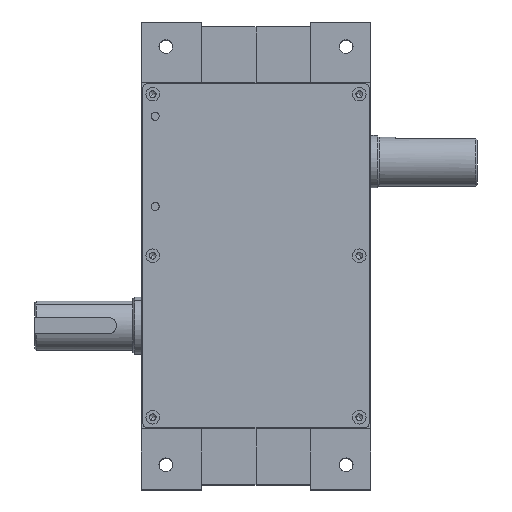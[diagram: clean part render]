
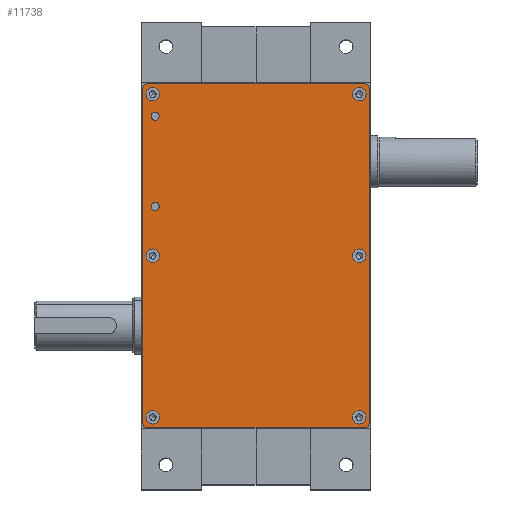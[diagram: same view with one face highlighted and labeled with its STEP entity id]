
A CAD part, top view. The second image highlights one B-rep face of the part: STEP entity #11738.
In plain terms, the highlighted planar face has unit normal (0, 0, 1).
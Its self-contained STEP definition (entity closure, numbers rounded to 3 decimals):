
#11503=CARTESIAN_POINT('Vertex',(-63.658,-26.321,94.)) ;
#11517=CARTESIAN_POINT('Vertex',(-59.342,-28.679,94.)) ;
#11520=CARTESIAN_POINT('Axis2P3D Location',(-61.5,-27.5,94.)) ;
#11532=CARTESIAN_POINT('Axis2P3D Location',(0.,0.,94.)) ;
#11537=CARTESIAN_POINT('Line Origine',(0.,47.5,94.)) ;
#11541=CARTESIAN_POINT('Vertex',(66.,47.5,94.)) ;
#11543=CARTESIAN_POINT('Vertex',(-66.,47.5,94.)) ;
#11546=CARTESIAN_POINT('Axis2P3D Location',(-66.,44.5,94.)) ;
#11550=CARTESIAN_POINT('Vertex',(-69.,44.5,94.)) ;
#11553=CARTESIAN_POINT('Line Origine',(-69.,-57.5,94.)) ;
#11557=CARTESIAN_POINT('Vertex',(-69.,-159.5,94.)) ;
#11560=CARTESIAN_POINT('Axis2P3D Location',(-66.,-159.5,94.)) ;
#11564=CARTESIAN_POINT('Vertex',(-66.,-162.5,94.)) ;
#11567=CARTESIAN_POINT('Line Origine',(0.,-162.5,94.)) ;
#11571=CARTESIAN_POINT('Vertex',(66.,-162.5,94.)) ;
#11574=CARTESIAN_POINT('Axis2P3D Location',(66.,-159.5,94.)) ;
#11578=CARTESIAN_POINT('Vertex',(69.,-159.5,94.)) ;
#11581=CARTESIAN_POINT('Line Origine',(69.,-57.5,94.)) ;
#11585=CARTESIAN_POINT('Vertex',(69.,44.5,94.)) ;
#11588=CARTESIAN_POINT('Axis2P3D Location',(66.,44.5,94.)) ;
#11603=CARTESIAN_POINT('Axis2P3D Location',(-61.5,-27.5,94.)) ;
#11612=CARTESIAN_POINT('Axis2P3D Location',(-61.5,27.5,94.)) ;
#11616=CARTESIAN_POINT('Vertex',(-63.658,28.679,94.)) ;
#11618=CARTESIAN_POINT('Vertex',(-59.342,26.321,94.)) ;
#11621=CARTESIAN_POINT('Axis2P3D Location',(-61.5,27.5,94.)) ;
#11630=CARTESIAN_POINT('Axis2P3D Location',(-63.,-57.5,94.)) ;
#11634=CARTESIAN_POINT('Vertex',(-67.119,-57.5,94.)) ;
#11636=CARTESIAN_POINT('Vertex',(-58.881,-57.5,94.)) ;
#11639=CARTESIAN_POINT('Axis2P3D Location',(-63.,-57.5,94.)) ;
#11648=CARTESIAN_POINT('Axis2P3D Location',(-63.,41.,94.)) ;
#11652=CARTESIAN_POINT('Vertex',(-67.119,41.,94.)) ;
#11654=CARTESIAN_POINT('Vertex',(-58.881,41.,94.)) ;
#11657=CARTESIAN_POINT('Axis2P3D Location',(-63.,41.,94.)) ;
#11666=CARTESIAN_POINT('Axis2P3D Location',(63.,41.,94.)) ;
#11670=CARTESIAN_POINT('Vertex',(58.881,41.,94.)) ;
#11672=CARTESIAN_POINT('Vertex',(67.119,41.,94.)) ;
#11675=CARTESIAN_POINT('Axis2P3D Location',(63.,41.,94.)) ;
#11684=CARTESIAN_POINT('Axis2P3D Location',(63.,-57.5,94.)) ;
#11688=CARTESIAN_POINT('Vertex',(58.881,-57.5,94.)) ;
#11690=CARTESIAN_POINT('Vertex',(67.119,-57.5,94.)) ;
#11693=CARTESIAN_POINT('Axis2P3D Location',(63.,-57.5,94.)) ;
#11702=CARTESIAN_POINT('Axis2P3D Location',(-63.,-156.,94.)) ;
#11706=CARTESIAN_POINT('Vertex',(-67.119,-156.,94.)) ;
#11708=CARTESIAN_POINT('Vertex',(-58.881,-156.,94.)) ;
#11711=CARTESIAN_POINT('Axis2P3D Location',(-63.,-156.,94.)) ;
#11720=CARTESIAN_POINT('Axis2P3D Location',(63.,-156.,94.)) ;
#11724=CARTESIAN_POINT('Vertex',(58.881,-156.,94.)) ;
#11726=CARTESIAN_POINT('Vertex',(67.119,-156.,94.)) ;
#11729=CARTESIAN_POINT('Axis2P3D Location',(63.,-156.,94.)) ;
#11521=DIRECTION('Axis2P3D Direction',(0.,-0.,-1.)) ;
#11533=DIRECTION('Axis2P3D Direction',(0.,0.,1.)) ;
#11534=DIRECTION('Axis2P3D XDirection',(1.,0.,0.)) ;
#11538=DIRECTION('Vector Direction',(-1.,0.,0.)) ;
#11547=DIRECTION('Axis2P3D Direction',(0.,0.,1.)) ;
#11554=DIRECTION('Vector Direction',(0.,1.,0.)) ;
#11561=DIRECTION('Axis2P3D Direction',(0.,0.,1.)) ;
#11568=DIRECTION('Vector Direction',(1.,0.,0.)) ;
#11575=DIRECTION('Axis2P3D Direction',(0.,0.,1.)) ;
#11582=DIRECTION('Vector Direction',(0.,-1.,0.)) ;
#11589=DIRECTION('Axis2P3D Direction',(0.,0.,1.)) ;
#11604=DIRECTION('Axis2P3D Direction',(0.,0.,1.)) ;
#11613=DIRECTION('Axis2P3D Direction',(0.,0.,1.)) ;
#11622=DIRECTION('Axis2P3D Direction',(0.,0.,1.)) ;
#11631=DIRECTION('Axis2P3D Direction',(0.,0.,1.)) ;
#11640=DIRECTION('Axis2P3D Direction',(0.,0.,1.)) ;
#11649=DIRECTION('Axis2P3D Direction',(0.,0.,1.)) ;
#11658=DIRECTION('Axis2P3D Direction',(0.,0.,1.)) ;
#11667=DIRECTION('Axis2P3D Direction',(0.,0.,1.)) ;
#11676=DIRECTION('Axis2P3D Direction',(0.,0.,1.)) ;
#11685=DIRECTION('Axis2P3D Direction',(0.,0.,1.)) ;
#11694=DIRECTION('Axis2P3D Direction',(0.,0.,1.)) ;
#11703=DIRECTION('Axis2P3D Direction',(0.,0.,1.)) ;
#11712=DIRECTION('Axis2P3D Direction',(0.,0.,1.)) ;
#11721=DIRECTION('Axis2P3D Direction',(0.,0.,1.)) ;
#11730=DIRECTION('Axis2P3D Direction',(0.,0.,1.)) ;
#11522=AXIS2_PLACEMENT_3D('Circle Axis2P3D',#11520,#11521,$) ;
#11535=AXIS2_PLACEMENT_3D('Plane Axis2P3D',#11532,#11533,#11534) ;
#11548=AXIS2_PLACEMENT_3D('Circle Axis2P3D',#11546,#11547,$) ;
#11562=AXIS2_PLACEMENT_3D('Circle Axis2P3D',#11560,#11561,$) ;
#11576=AXIS2_PLACEMENT_3D('Circle Axis2P3D',#11574,#11575,$) ;
#11590=AXIS2_PLACEMENT_3D('Circle Axis2P3D',#11588,#11589,$) ;
#11605=AXIS2_PLACEMENT_3D('Circle Axis2P3D',#11603,#11604,$) ;
#11614=AXIS2_PLACEMENT_3D('Circle Axis2P3D',#11612,#11613,$) ;
#11623=AXIS2_PLACEMENT_3D('Circle Axis2P3D',#11621,#11622,$) ;
#11632=AXIS2_PLACEMENT_3D('Circle Axis2P3D',#11630,#11631,$) ;
#11641=AXIS2_PLACEMENT_3D('Circle Axis2P3D',#11639,#11640,$) ;
#11650=AXIS2_PLACEMENT_3D('Circle Axis2P3D',#11648,#11649,$) ;
#11659=AXIS2_PLACEMENT_3D('Circle Axis2P3D',#11657,#11658,$) ;
#11668=AXIS2_PLACEMENT_3D('Circle Axis2P3D',#11666,#11667,$) ;
#11677=AXIS2_PLACEMENT_3D('Circle Axis2P3D',#11675,#11676,$) ;
#11686=AXIS2_PLACEMENT_3D('Circle Axis2P3D',#11684,#11685,$) ;
#11695=AXIS2_PLACEMENT_3D('Circle Axis2P3D',#11693,#11694,$) ;
#11704=AXIS2_PLACEMENT_3D('Circle Axis2P3D',#11702,#11703,$) ;
#11713=AXIS2_PLACEMENT_3D('Circle Axis2P3D',#11711,#11712,$) ;
#11722=AXIS2_PLACEMENT_3D('Circle Axis2P3D',#11720,#11721,$) ;
#11731=AXIS2_PLACEMENT_3D('Circle Axis2P3D',#11729,#11730,$) ;
#11594=ORIENTED_EDGE('',*,*,#11545,.T.) ;
#11595=ORIENTED_EDGE('',*,*,#11552,.T.) ;
#11596=ORIENTED_EDGE('',*,*,#11559,.T.) ;
#11597=ORIENTED_EDGE('',*,*,#11566,.T.) ;
#11598=ORIENTED_EDGE('',*,*,#11573,.T.) ;
#11599=ORIENTED_EDGE('',*,*,#11580,.T.) ;
#11600=ORIENTED_EDGE('',*,*,#11587,.T.) ;
#11601=ORIENTED_EDGE('',*,*,#11592,.T.) ;
#11609=ORIENTED_EDGE('',*,*,#11607,.F.) ;
#11610=ORIENTED_EDGE('',*,*,#11524,.F.) ;
#11627=ORIENTED_EDGE('',*,*,#11620,.F.) ;
#11628=ORIENTED_EDGE('',*,*,#11625,.F.) ;
#11645=ORIENTED_EDGE('',*,*,#11638,.F.) ;
#11646=ORIENTED_EDGE('',*,*,#11643,.F.) ;
#11663=ORIENTED_EDGE('',*,*,#11656,.F.) ;
#11664=ORIENTED_EDGE('',*,*,#11661,.F.) ;
#11681=ORIENTED_EDGE('',*,*,#11674,.F.) ;
#11682=ORIENTED_EDGE('',*,*,#11679,.F.) ;
#11699=ORIENTED_EDGE('',*,*,#11692,.F.) ;
#11700=ORIENTED_EDGE('',*,*,#11697,.F.) ;
#11717=ORIENTED_EDGE('',*,*,#11710,.F.) ;
#11718=ORIENTED_EDGE('',*,*,#11715,.F.) ;
#11735=ORIENTED_EDGE('',*,*,#11728,.F.) ;
#11736=ORIENTED_EDGE('',*,*,#11733,.F.) ;
#11611=FACE_BOUND('',#11608,.T.) ;
#11629=FACE_BOUND('',#11626,.T.) ;
#11647=FACE_BOUND('',#11644,.T.) ;
#11665=FACE_BOUND('',#11662,.T.) ;
#11683=FACE_BOUND('',#11680,.T.) ;
#11701=FACE_BOUND('',#11698,.T.) ;
#11719=FACE_BOUND('',#11716,.T.) ;
#11737=FACE_BOUND('',#11734,.T.) ;
#11539=VECTOR('Line Direction',#11538,1.) ;
#11555=VECTOR('Line Direction',#11554,1.) ;
#11569=VECTOR('Line Direction',#11568,1.) ;
#11583=VECTOR('Line Direction',#11582,1.) ;
#11738=ADVANCED_FACE('\X2\51434EF6672C9AD4\X0\',(#11602,#11611,#11629,#11647,#11665,#11683,#11701,#11719,#11737),#11536,.T.) ;
#11523=CIRCLE('generated circle',#11522,2.459) ;
#11549=CIRCLE('generated circle',#11548,3.) ;
#11563=CIRCLE('generated circle',#11562,3.) ;
#11577=CIRCLE('generated circle',#11576,3.) ;
#11591=CIRCLE('generated circle',#11590,3.) ;
#11606=CIRCLE('generated circle',#11605,2.459) ;
#11615=CIRCLE('generated circle',#11614,2.459) ;
#11624=CIRCLE('generated circle',#11623,2.459) ;
#11633=CIRCLE('generated circle',#11632,4.119) ;
#11642=CIRCLE('generated circle',#11641,4.119) ;
#11651=CIRCLE('generated circle',#11650,4.119) ;
#11660=CIRCLE('generated circle',#11659,4.119) ;
#11669=CIRCLE('generated circle',#11668,4.119) ;
#11678=CIRCLE('generated circle',#11677,4.119) ;
#11687=CIRCLE('generated circle',#11686,4.119) ;
#11696=CIRCLE('generated circle',#11695,4.119) ;
#11705=CIRCLE('generated circle',#11704,4.119) ;
#11714=CIRCLE('generated circle',#11713,4.119) ;
#11723=CIRCLE('generated circle',#11722,4.119) ;
#11732=CIRCLE('generated circle',#11731,4.119) ;
#11524=EDGE_CURVE('',#11518,#11504,#11523,.F.) ;
#11545=EDGE_CURVE('',#11542,#11544,#11540,.T.) ;
#11552=EDGE_CURVE('',#11544,#11551,#11549,.T.) ;
#11559=EDGE_CURVE('',#11551,#11558,#11556,.F.) ;
#11566=EDGE_CURVE('',#11558,#11565,#11563,.T.) ;
#11573=EDGE_CURVE('',#11565,#11572,#11570,.T.) ;
#11580=EDGE_CURVE('',#11572,#11579,#11577,.T.) ;
#11587=EDGE_CURVE('',#11579,#11586,#11584,.F.) ;
#11592=EDGE_CURVE('',#11586,#11542,#11591,.T.) ;
#11607=EDGE_CURVE('',#11504,#11518,#11606,.T.) ;
#11620=EDGE_CURVE('',#11617,#11619,#11615,.T.) ;
#11625=EDGE_CURVE('',#11619,#11617,#11624,.T.) ;
#11638=EDGE_CURVE('',#11635,#11637,#11633,.T.) ;
#11643=EDGE_CURVE('',#11637,#11635,#11642,.T.) ;
#11656=EDGE_CURVE('',#11653,#11655,#11651,.T.) ;
#11661=EDGE_CURVE('',#11655,#11653,#11660,.T.) ;
#11674=EDGE_CURVE('',#11671,#11673,#11669,.T.) ;
#11679=EDGE_CURVE('',#11673,#11671,#11678,.T.) ;
#11692=EDGE_CURVE('',#11689,#11691,#11687,.T.) ;
#11697=EDGE_CURVE('',#11691,#11689,#11696,.T.) ;
#11710=EDGE_CURVE('',#11707,#11709,#11705,.T.) ;
#11715=EDGE_CURVE('',#11709,#11707,#11714,.T.) ;
#11728=EDGE_CURVE('',#11725,#11727,#11723,.T.) ;
#11733=EDGE_CURVE('',#11727,#11725,#11732,.T.) ;
#11593=EDGE_LOOP('',(#11594,#11595,#11596,#11597,#11598,#11599,#11600,#11601)) ;
#11608=EDGE_LOOP('',(#11609,#11610)) ;
#11626=EDGE_LOOP('',(#11627,#11628)) ;
#11644=EDGE_LOOP('',(#11645,#11646)) ;
#11662=EDGE_LOOP('',(#11663,#11664)) ;
#11680=EDGE_LOOP('',(#11681,#11682)) ;
#11698=EDGE_LOOP('',(#11699,#11700)) ;
#11716=EDGE_LOOP('',(#11717,#11718)) ;
#11734=EDGE_LOOP('',(#11735,#11736)) ;
#11602=FACE_OUTER_BOUND('',#11593,.T.) ;
#11540=LINE('Line',#11537,#11539) ;
#11556=LINE('Line',#11553,#11555) ;
#11570=LINE('Line',#11567,#11569) ;
#11584=LINE('Line',#11581,#11583) ;
#11536=PLANE('Plane',#11535) ;
#11504=VERTEX_POINT('',#11503) ;
#11518=VERTEX_POINT('',#11517) ;
#11542=VERTEX_POINT('',#11541) ;
#11544=VERTEX_POINT('',#11543) ;
#11551=VERTEX_POINT('',#11550) ;
#11558=VERTEX_POINT('',#11557) ;
#11565=VERTEX_POINT('',#11564) ;
#11572=VERTEX_POINT('',#11571) ;
#11579=VERTEX_POINT('',#11578) ;
#11586=VERTEX_POINT('',#11585) ;
#11617=VERTEX_POINT('',#11616) ;
#11619=VERTEX_POINT('',#11618) ;
#11635=VERTEX_POINT('',#11634) ;
#11637=VERTEX_POINT('',#11636) ;
#11653=VERTEX_POINT('',#11652) ;
#11655=VERTEX_POINT('',#11654) ;
#11671=VERTEX_POINT('',#11670) ;
#11673=VERTEX_POINT('',#11672) ;
#11689=VERTEX_POINT('',#11688) ;
#11691=VERTEX_POINT('',#11690) ;
#11707=VERTEX_POINT('',#11706) ;
#11709=VERTEX_POINT('',#11708) ;
#11725=VERTEX_POINT('',#11724) ;
#11727=VERTEX_POINT('',#11726) ;
